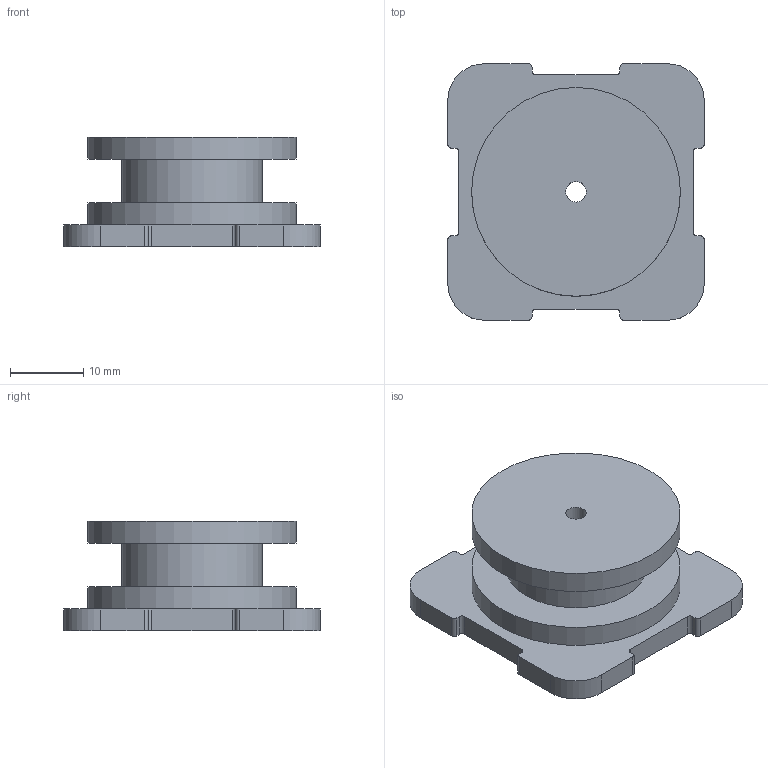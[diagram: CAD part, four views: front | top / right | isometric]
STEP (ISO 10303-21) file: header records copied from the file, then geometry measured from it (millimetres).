
FILE_DESCRIPTION(/* description */ (''),/* implementation_level */ '2;1');
FILE_NAME(/* name */ 'Forward Endcap Assembly.stp',/* time_stamp */ '2015-01-16T15:52:12-08:00',/* author */ ('Evil Brian'),/* organization */ (''),/* preprocessor_version */ 'ST-DEVELOPER v15.6',/* originating_system */ 'Autodesk Inventor 2015',/* authorisation */ '');
FILE_SCHEMA (('AUTOMOTIVE_DESIGN { 1 0 10303 214 3 1 1 }'));
Products named in the file (4): Forward Endcap Outer; Forward Endcap 3mm; Forward Endcap 6mm; Forward Endcap Assembly
Bounding box: 35 x 35 x 15 mm (x, y, z)
Volume: 8867.1 mm3; surface area: 6795.7 mm2
Topology: 4 solids, 4 shells, 55 faces, 141 edges, 94 vertices
Faces by surface type: plane 28, cylinder 27
Full cylindrical faces by diameter (mm): 2.8 x4, 19.2 x1, 28.5 x2
Entity records: 1689 total; most frequent: DIRECTION 298, CARTESIAN_POINT 279, ORIENTED_EDGE 260, EDGE_CURVE 130, AXIS2_PLACEMENT_3D 109, VERTEX_POINT 90, LINE 80, VECTOR 80
